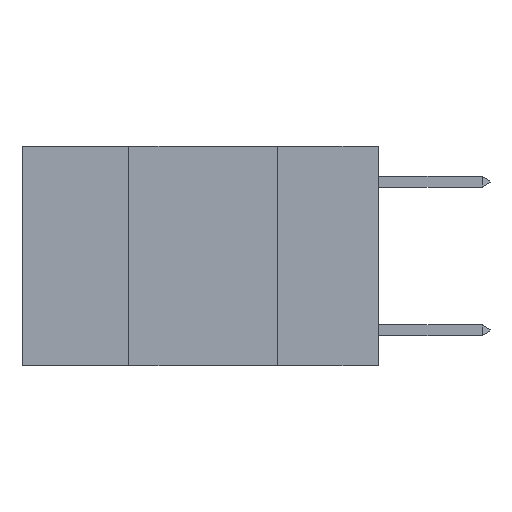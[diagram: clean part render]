
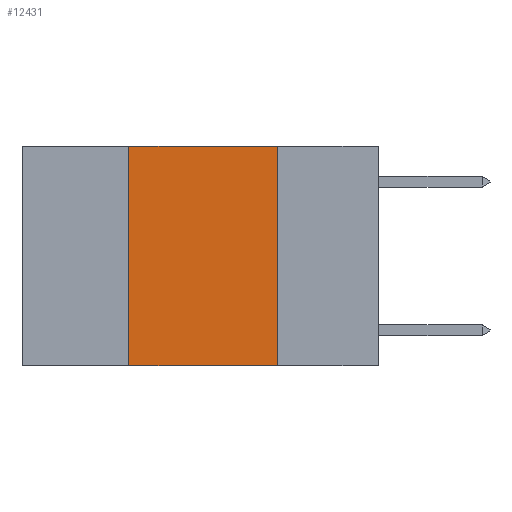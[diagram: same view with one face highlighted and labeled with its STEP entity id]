
A CAD part, left-side view. The second image highlights one B-rep face of the part: STEP entity #12431.
In plain terms, the highlighted planar face has unit normal (-1, 0, 0).
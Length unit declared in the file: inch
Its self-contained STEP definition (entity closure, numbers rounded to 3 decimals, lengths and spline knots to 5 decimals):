
#375 = CARTESIAN_POINT ( 'NONE',  ( 0., 0.6, 0. ) ) ;
#1300 = CARTESIAN_POINT ( 'NONE',  ( 0., 0.42, 0. ) ) ;
#1304 = FACE_OUTER_BOUND ( 'NONE', #14671, .T. ) ;
#1763 = CARTESIAN_POINT ( 'NONE',  ( 0., 0.6, -0.37 ) ) ;
#1956 = VERTEX_POINT ( 'NONE', #8086 ) ;
#2468 = VERTEX_POINT ( 'NONE', #13345 ) ;
#3174 = VECTOR ( 'NONE', #10768, 39.37008 ) ;
#3375 = AXIS2_PLACEMENT_3D ( 'NONE', #15663, #6705, #8960 ) ;
#3557 = PLANE ( 'NONE',  #3375 ) ;
#4266 = DIRECTION ( 'NONE',  ( 0., -1., 0. ) ) ;
#4731 = EDGE_CURVE ( 'NONE', #1956, #2468, #5361, .T. ) ;
#4907 = ORIENTED_EDGE ( 'NONE', *, *, #8131, .F. ) ;
#5361 = LINE ( 'NONE', #11718, #3174 ) ;
#5704 = ORIENTED_EDGE ( 'NONE', *, *, #17041, .T. ) ;
#5895 = ORIENTED_EDGE ( 'NONE', *, *, #4731, .F. ) ;
#6705 = DIRECTION ( 'NONE',  ( 1., 0., 0. ) ) ;
#8086 = CARTESIAN_POINT ( 'NONE',  ( 0., 0.17, 0. ) ) ;
#8112 = VECTOR ( 'NONE', #16492, 39.37008 ) ;
#8131 = EDGE_CURVE ( 'NONE', #10858, #1956, #11357, .T. ) ;
#8232 = DIRECTION ( 'NONE',  ( 0., 0., 1. ) ) ;
#8960 = DIRECTION ( 'NONE',  ( 0., 0., -1. ) ) ;
#9657 = CARTESIAN_POINT ( 'NONE',  ( 0., 0.42, 0. ) ) ;
#9834 = VECTOR ( 'NONE', #4266, 39.37008 ) ;
#10768 = DIRECTION ( 'NONE',  ( 0., 0., -1. ) ) ;
#10858 = VERTEX_POINT ( 'NONE', #9657 ) ;
#11357 = LINE ( 'NONE', #375, #8112 ) ;
#11718 = CARTESIAN_POINT ( 'NONE',  ( 0., 0.17, 0. ) ) ;
#12431 = ADVANCED_FACE ( 'NONE', ( #1304 ), #3557, .F. ) ;
#12545 = LINE ( 'NONE', #1763, #9834 ) ;
#13345 = CARTESIAN_POINT ( 'NONE',  ( 0., 0.17, -0.37 ) ) ;
#13358 = VERTEX_POINT ( 'NONE', #15480 ) ;
#13521 = LINE ( 'NONE', #1300, #16557 ) ;
#14671 = EDGE_LOOP ( 'NONE', ( #5895, #4907, #14760, #5704 ) ) ;
#14760 = ORIENTED_EDGE ( 'NONE', *, *, #15554, .F. ) ;
#15480 = CARTESIAN_POINT ( 'NONE',  ( 0., 0.42, -0.37 ) ) ;
#15554 = EDGE_CURVE ( 'NONE', #13358, #10858, #13521, .T. ) ;
#15663 = CARTESIAN_POINT ( 'NONE',  ( 0., 0.6, 0. ) ) ;
#16492 = DIRECTION ( 'NONE',  ( 0., -1., 0. ) ) ;
#16557 = VECTOR ( 'NONE', #8232, 39.37008 ) ;
#17041 = EDGE_CURVE ( 'NONE', #13358, #2468, #12545, .T. ) ;
